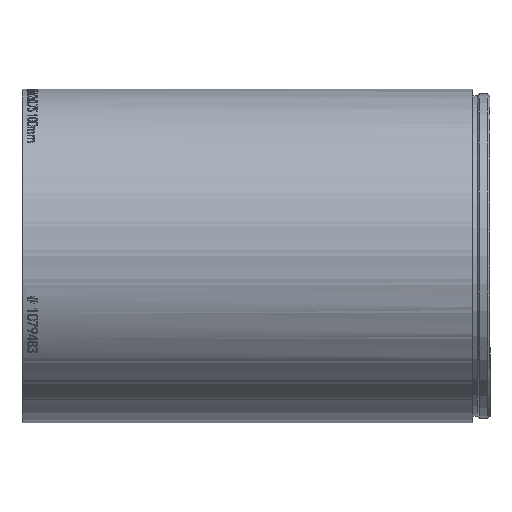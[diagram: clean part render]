
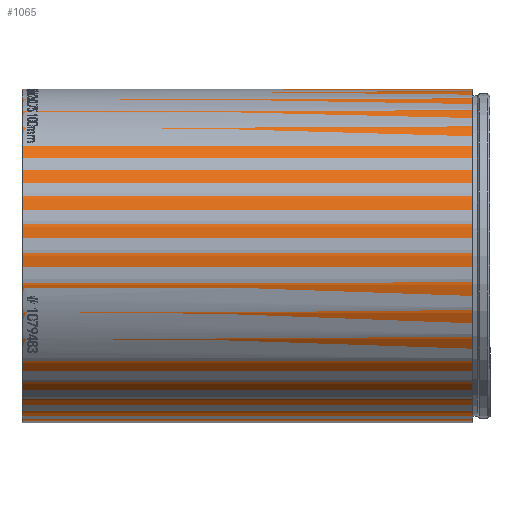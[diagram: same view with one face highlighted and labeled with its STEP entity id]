
A CAD part, top view. The second image highlights one B-rep face of the part: STEP entity #1065.
In plain terms, the highlighted cylindrical face has radius 37 mm (diameter 74 mm), a full revolution.
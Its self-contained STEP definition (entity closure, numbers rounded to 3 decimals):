
#1065=ADVANCED_FACE('',(#2482,#2483),#1158,.T.);
#1158=CYLINDRICAL_SURFACE('',#8519,37.);
#1568=CIRCLE('',#8516,37.);
#1569=CIRCLE('',#8518,37.);
#2482=FACE_BOUND('',#3472,.T.);
#2483=FACE_BOUND('',#3473,.T.);
#3472=EDGE_LOOP('',(#5290));
#3473=EDGE_LOOP('',(#5291));
#5290=ORIENTED_EDGE('',*,*,#7122,.F.);
#5291=ORIENTED_EDGE('',*,*,#7121,.T.);
#6211=VERTEX_POINT('',#15082);
#6212=VERTEX_POINT('',#15085);
#7121=EDGE_CURVE('',#6211,#6211,#1568,.T.);
#7122=EDGE_CURVE('',#6212,#6212,#1569,.T.);
#8516=AXIS2_PLACEMENT_3D('',#15081,#10318,#10319);
#8518=AXIS2_PLACEMENT_3D('',#15084,#10322,#10323);
#8519=AXIS2_PLACEMENT_3D('',#15086,#10324,#10325);
#10318=DIRECTION('',(-1.,0.,0.));
#10319=DIRECTION('',(0.,0.766,0.643));
#10322=DIRECTION('',(-1.,0.,0.));
#10323=DIRECTION('',(0.,0.766,0.643));
#10324=DIRECTION('',(-1.,0.,0.));
#10325=DIRECTION('',(0.,0.766,0.643));
#15081=CARTESIAN_POINT('',(100.,0.,0.));
#15082=CARTESIAN_POINT('',(100.,28.344,23.783));
#15084=CARTESIAN_POINT('',(0.,0.,0.));
#15085=CARTESIAN_POINT('',(0.,28.344,23.783));
#15086=CARTESIAN_POINT('',(50.,0.,0.));
